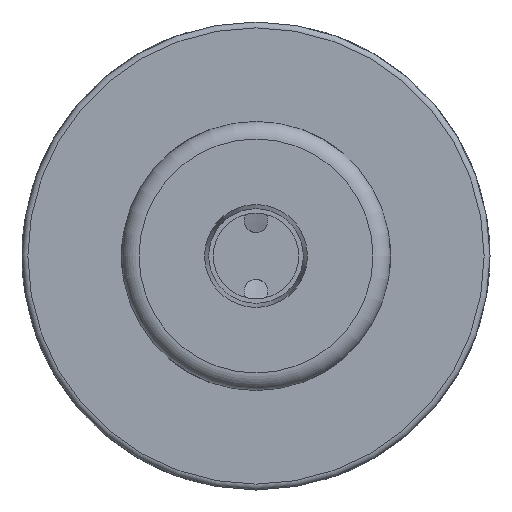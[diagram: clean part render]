
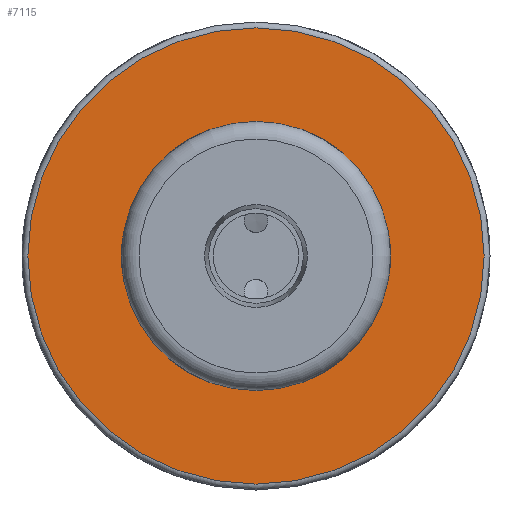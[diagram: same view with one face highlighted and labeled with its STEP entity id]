
A CAD part, left-side view. The second image highlights one B-rep face of the part: STEP entity #7115.
In plain terms, the highlighted planar face has unit normal (-1, 0, 0).
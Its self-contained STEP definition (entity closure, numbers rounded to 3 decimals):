
#7084=CARTESIAN_POINT('',(-20.,0.0,11.3));
#7085=VERTEX_POINT('',#7084);
#7086=CARTESIAN_POINT('',(-20.0,0.0,0.0));
#7087=DIRECTION('',(1.0,0.0,0.0));
#7088=DIRECTION('',(0.0,0.0,1.0));
#7089=AXIS2_PLACEMENT_3D('',#7086,#7087,#7088);
#7090=CIRCLE('',#7089,11.3);
#7091=EDGE_CURVE('',#7085,#7085,#7090,.T.);
#7096=CARTESIAN_POINT('',(-20.0,20.0,0.0));
#7097=DIRECTION('',(-1.0,0.0,0.0));
#7098=DIRECTION('',(0.0,0.0,1.0));
#7099=AXIS2_PLACEMENT_3D('',#7096,#7097,#7098);
#7100=PLANE('',#7099);
#7101=CARTESIAN_POINT('',(-20.0,19.5,0.));
#7102=VERTEX_POINT('',#7101);
#7103=CARTESIAN_POINT('',(-20.0,0.0,0.0));
#7104=DIRECTION('',(1.0,0.0,0.0));
#7105=DIRECTION('',(0.0,-1.0,0.0));
#7106=AXIS2_PLACEMENT_3D('',#7103,#7104,#7105);
#7107=CIRCLE('',#7106,19.5);
#7108=EDGE_CURVE('',#7102,#7102,#7107,.T.);
#7109=ORIENTED_EDGE('',*,*,#7108,.F.);
#7110=EDGE_LOOP('',(#7109));
#7111=FACE_OUTER_BOUND('',#7110,.T.);
#7112=ORIENTED_EDGE('',*,*,#7091,.T.);
#7113=EDGE_LOOP('',(#7112));
#7114=FACE_BOUND('',#7113,.T.);
#7115=ADVANCED_FACE('',(#7111,#7114),#7100,.T.);
